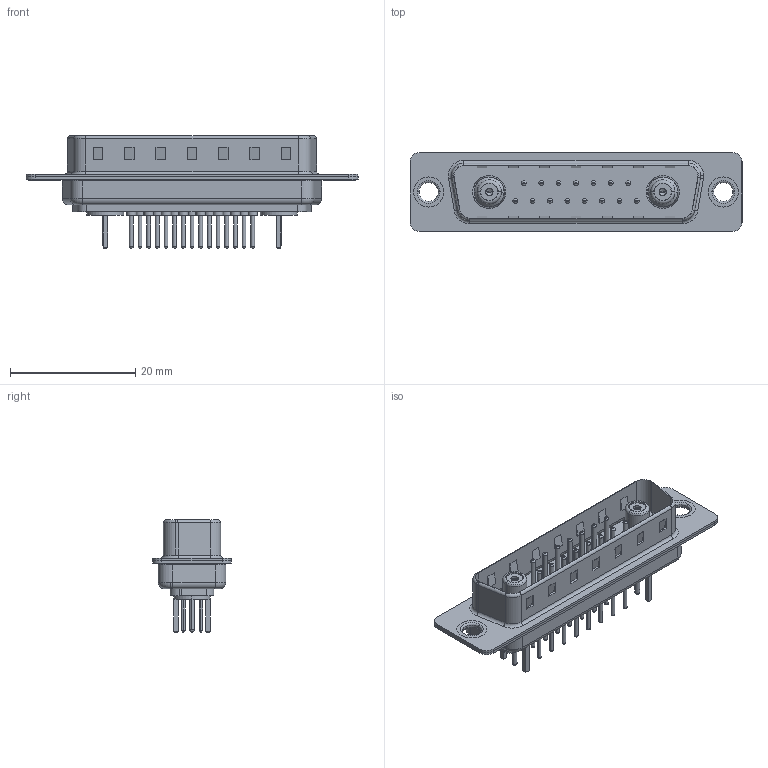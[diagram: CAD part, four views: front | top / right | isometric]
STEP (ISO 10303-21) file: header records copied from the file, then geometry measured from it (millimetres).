
FILE_DESCRIPTION (( 'STEP AP203' ), '1' );
FILE_NAME ('627-17W2224-5T1.STEP', '2019-05-27T21:30:48', ( '' ), ( '' ), 'SwSTEP 2.0', 'SolidWorks 2016', '' );
FILE_SCHEMA (( 'CONFIG_CONTROL_DESIGN' ));
Length unit declared in the file: millimetre
Products named in the file (13): Locking Collar; 627Combo Contact Row 1_24; 627Combo Shell Front_25 Contacts; Co-Ax Jack_Straight PC Tail; Socket_Str; 627Combo Thru Hole Rivet; 627Combo Housing_17W2; Co-Ax Jack Assy_S; 627Combo Shell Rear_25 Contacts; Insulator Socket 2; Insulator Socket; 627-17W2224-5T1; 627Combo Contact Row 2_24
Assembly tree (27 placements, depth 3):
  627-17W2224-5T1
    627Combo Housing_17W2
    627Combo Shell Rear_25 Contacts
    627Combo Shell Front_25 Contacts
    627Combo Thru Hole Rivet  x2
    Co-Ax Jack Assy_S  x2
      Co-Ax Jack_Straight PC Tail
      Insulator Socket
      Insulator Socket 2
      Locking Collar
      Socket_Str
    627Combo Contact Row 1_24  x7
    627Combo Contact Row 2_24  x8
Bounding box: 53 x 12.6 x 17.9 mm (x, y, z)
Volume: 2683.7 mm3; surface area: 7452.1 mm2
Topology: 30 solids, 30 shells, 1127 faces, 2483 edges, 1518 vertices
Faces by surface type: cylinder 425, plane 370, torus 306, cone 18, bspline 4, sphere 4
Entity records: 20151 total; most frequent: DIRECTION 3448, CARTESIAN_POINT 3206, ORIENTED_EDGE 2944, EDGE_CURVE 1472, AXIS2_PLACEMENT_3D 1350, VERTEX_POINT 930, EDGE_LOOP 766, VECTOR 748
